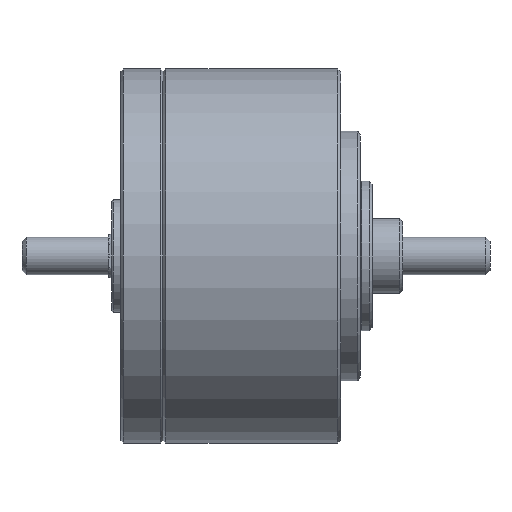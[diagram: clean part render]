
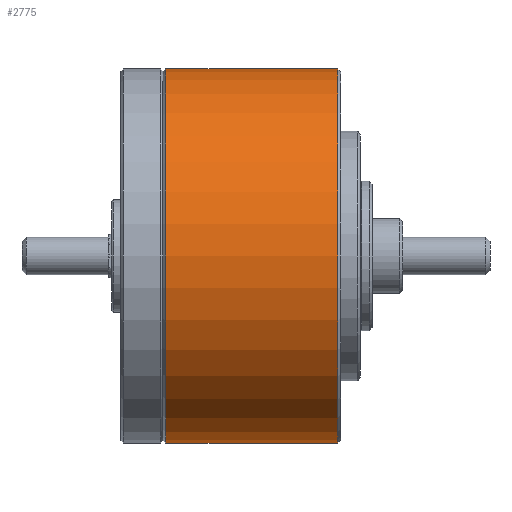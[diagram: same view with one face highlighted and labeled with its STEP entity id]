
A CAD part, front view. The second image highlights one B-rep face of the part: STEP entity #2775.
In plain terms, the highlighted cylindrical face has radius 15.875 mm (diameter 31.75 mm), a partial arc.
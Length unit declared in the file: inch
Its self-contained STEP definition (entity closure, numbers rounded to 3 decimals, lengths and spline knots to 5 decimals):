
#142 = DIRECTION ( 'NONE',  ( -1., 0., 0. ) ) ;
#1084 = LINE ( 'NONE', #1808, #3312 ) ;
#1162 = EDGE_CURVE ( 'NONE', #2238, #4196, #1084, .T. ) ;
#1386 = DIRECTION ( 'NONE',  ( -1., 0., 0. ) ) ;
#1808 = CARTESIAN_POINT ( 'NONE',  ( -0.57957, 0., -0.625 ) ) ;
#1841 = VECTOR ( 'NONE', #142, 39.37008 ) ;
#1847 = CARTESIAN_POINT ( 'NONE',  ( 0.749, 0., 0. ) ) ;
#1929 = CARTESIAN_POINT ( 'NONE',  ( 0.175, 0., -0.625 ) ) ;
#2033 = DIRECTION ( 'NONE',  ( 1., 0., 0. ) ) ;
#2057 = CIRCLE ( 'NONE', #4247, 0.625 ) ;
#2238 = VERTEX_POINT ( 'NONE', #2296 ) ;
#2269 = DIRECTION ( 'NONE',  ( 0., 0., 1. ) ) ;
#2296 = CARTESIAN_POINT ( 'NONE',  ( 0.749, 0., -0.625 ) ) ;
#2558 = AXIS2_PLACEMENT_3D ( 'NONE', #1847, #4824, #2269 ) ;
#2584 = FACE_OUTER_BOUND ( 'NONE', #3867, .T. ) ;
#2775 = ADVANCED_FACE ( 'NONE', ( #2584 ), #4714, .T. ) ;
#2811 = ORIENTED_EDGE ( 'NONE', *, *, #2868, .T. ) ;
#2832 = LINE ( 'NONE', #3926, #1841 ) ;
#2868 = EDGE_CURVE ( 'NONE', #5056, #4196, #2057, .T. ) ;
#3108 = AXIS2_PLACEMENT_3D ( 'NONE', #3913, #1386, #5207 ) ;
#3312 = VECTOR ( 'NONE', #4776, 39.37008 ) ;
#3578 = EDGE_CURVE ( 'NONE', #2238, #4591, #4395, .T. ) ;
#3676 = ORIENTED_EDGE ( 'NONE', *, *, #5202, .T. ) ;
#3742 = ORIENTED_EDGE ( 'NONE', *, *, #3578, .T. ) ;
#3805 = ORIENTED_EDGE ( 'NONE', *, *, #1162, .F. ) ;
#3867 = EDGE_LOOP ( 'NONE', ( #3805, #3742, #3676, #2811 ) ) ;
#3913 = CARTESIAN_POINT ( 'NONE',  ( -0.57957, 0., 0. ) ) ;
#3926 = CARTESIAN_POINT ( 'NONE',  ( -0.57957, 0., 0.625 ) ) ;
#4196 = VERTEX_POINT ( 'NONE', #1929 ) ;
#4247 = AXIS2_PLACEMENT_3D ( 'NONE', #4580, #2033, #5020 ) ;
#4395 = CIRCLE ( 'NONE', #2558, 0.625 ) ;
#4580 = CARTESIAN_POINT ( 'NONE',  ( 0.175, 0., 0. ) ) ;
#4591 = VERTEX_POINT ( 'NONE', #5319 ) ;
#4714 = CYLINDRICAL_SURFACE ( 'NONE', #3108, 0.625 ) ;
#4776 = DIRECTION ( 'NONE',  ( -1., 0., 0. ) ) ;
#4824 = DIRECTION ( 'NONE',  ( -1., 0., 0. ) ) ;
#5020 = DIRECTION ( 'NONE',  ( 0., 0., 1. ) ) ;
#5056 = VERTEX_POINT ( 'NONE', #5460 ) ;
#5202 = EDGE_CURVE ( 'NONE', #4591, #5056, #2832, .T. ) ;
#5207 = DIRECTION ( 'NONE',  ( 0., 0., 1. ) ) ;
#5319 = CARTESIAN_POINT ( 'NONE',  ( 0.749, 0., 0.625 ) ) ;
#5460 = CARTESIAN_POINT ( 'NONE',  ( 0.175, 0., 0.625 ) ) ;
